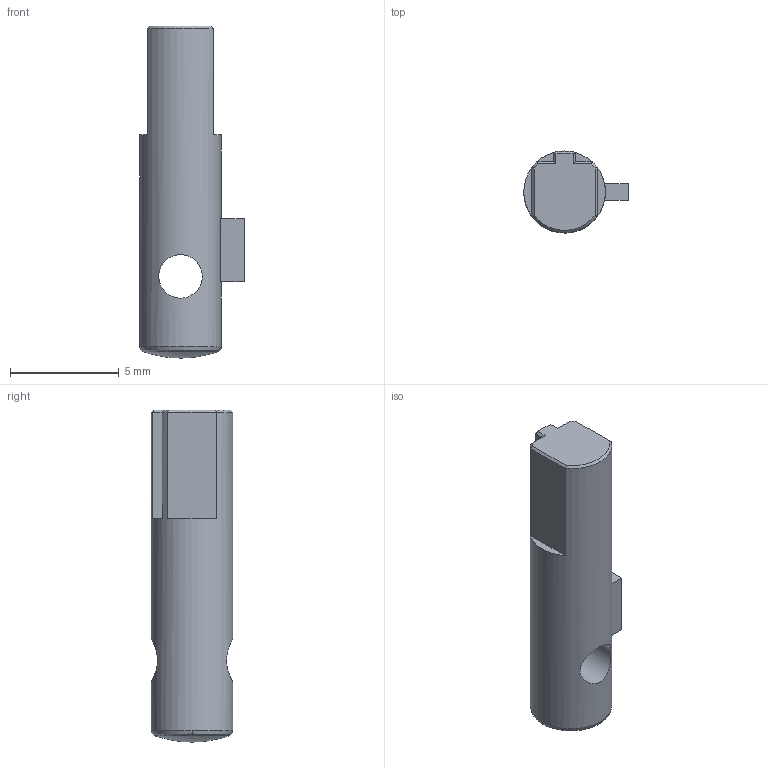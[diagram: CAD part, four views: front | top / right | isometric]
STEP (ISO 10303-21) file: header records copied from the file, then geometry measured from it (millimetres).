
FILE_DESCRIPTION(('FreeCAD Model'),'2;1');
FILE_NAME('Open CASCADE Shape Model','2025-04-13T15:52:40',(''),(''), 'Open CASCADE STEP processor 7.8','FreeCAD','Unknown');
FILE_SCHEMA(('AUTOMOTIVE_DESIGN { 1 0 10303 214 1 1 1 1 }'));
Length unit declared in the file: millimetre
Products named in the file (1): STEM
Bounding box: 4.8 x 3.75 x 15.25 mm (x, y, z)
Volume: 149.7 mm3; surface area: 221.4 mm2
Topology: 1 solids, 1 shells, 31 faces, 78 edges, 48 vertices
Faces by surface type: plane 22, cone 4, cylinder 2, bspline 2, revolution 1
Full cylindrical faces by diameter (mm): 2 x1, 3.75 x1
Entity records: 1225 total; most frequent: CARTESIAN_POINT 470, DIRECTION 154, ORIENTED_EDGE 154, EDGE_CURVE 77, AXIS2_PLACEMENT_3D 56, VERTEX_POINT 48, LINE 41, VECTOR 41
